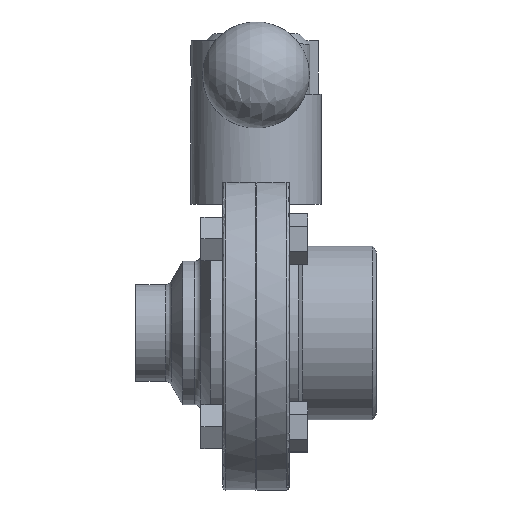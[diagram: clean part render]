
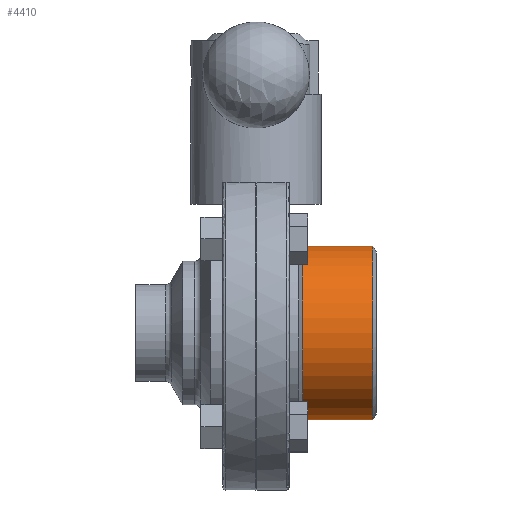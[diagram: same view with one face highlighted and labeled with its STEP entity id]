
A CAD part, top view. The second image highlights one B-rep face of the part: STEP entity #4410.
In plain terms, the highlighted cylindrical face has radius 26 mm (diameter 51.999 mm), a full revolution.
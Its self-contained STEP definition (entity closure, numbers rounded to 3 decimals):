
#246 = EDGE_LOOP ( 'NONE', ( #2272 ) ) ;
#362 = VERTEX_POINT ( 'NONE', #3933 ) ;
#602 = EDGE_LOOP ( 'NONE', ( #3178 ) ) ;
#811 = CIRCLE ( 'NONE', #826, 26. ) ;
#826 = AXIS2_PLACEMENT_3D ( 'NONE', #3232, #845, #1867 ) ;
#845 = DIRECTION ( 'NONE',  ( 1., 0., 0. ) ) ;
#1378 = EDGE_CURVE ( 'NONE', #1476, #1476, #811, .T. ) ;
#1476 = VERTEX_POINT ( 'NONE', #4270 ) ;
#1485 = DIRECTION ( 'NONE',  ( 1., 0., 0. ) ) ;
#1514 = DIRECTION ( 'NONE',  ( 1., 0., 0. ) ) ;
#1823 = DIRECTION ( 'NONE',  ( 0., 0., -1. ) ) ;
#1852 = DIRECTION ( 'NONE',  ( 0., 0., -1. ) ) ;
#1867 = DIRECTION ( 'NONE',  ( 0., 0., -1. ) ) ;
#2215 = AXIS2_PLACEMENT_3D ( 'NONE', #3532, #1485, #1823 ) ;
#2272 = ORIENTED_EDGE ( 'NONE', *, *, #1378, .F. ) ;
#2377 = EDGE_CURVE ( 'NONE', #362, #362, #2718, .T. ) ;
#2718 = CIRCLE ( 'NONE', #3767, 26. ) ;
#3030 = FACE_OUTER_BOUND ( 'NONE', #602, .T. ) ;
#3178 = ORIENTED_EDGE ( 'NONE', *, *, #2377, .T. ) ;
#3232 = CARTESIAN_POINT ( 'NONE',  ( -14., 0., 0. ) ) ;
#3532 = CARTESIAN_POINT ( 'NONE',  ( 16.256, 0., 0. ) ) ;
#3767 = AXIS2_PLACEMENT_3D ( 'NONE', #3897, #1514, #1852 ) ;
#3828 = CYLINDRICAL_SURFACE ( 'NONE', #2215, 26. ) ;
#3897 = CARTESIAN_POINT ( 'NONE',  ( -35., 0., 0. ) ) ;
#3933 = CARTESIAN_POINT ( 'NONE',  ( -35., 0., -26. ) ) ;
#3936 = FACE_OUTER_BOUND ( 'NONE', #246, .T. ) ;
#4270 = CARTESIAN_POINT ( 'NONE',  ( -14., 0., -26. ) ) ;
#4410 = ADVANCED_FACE ( 'NONE', ( #3030, #3936 ), #3828, .T. ) ;
